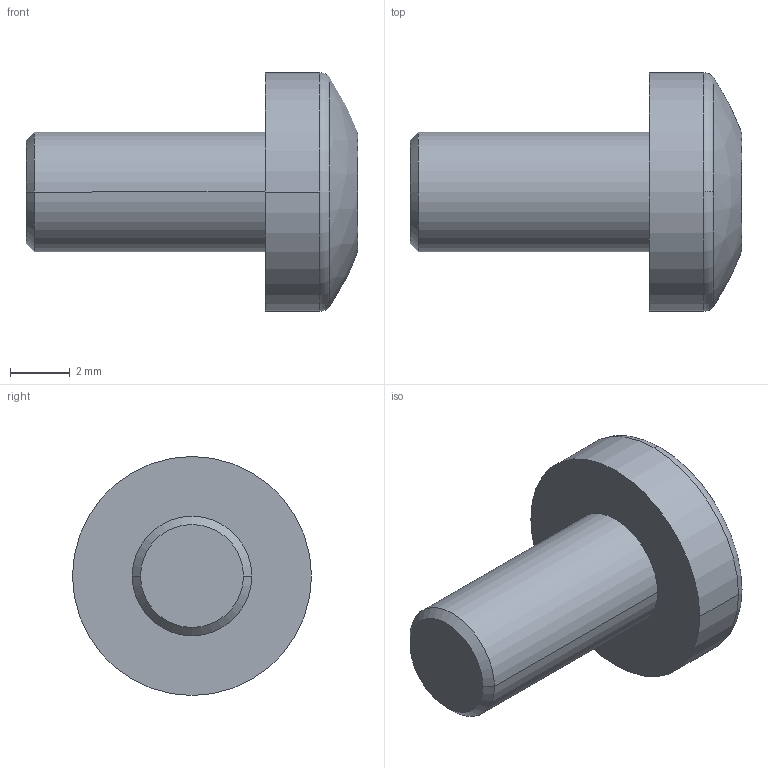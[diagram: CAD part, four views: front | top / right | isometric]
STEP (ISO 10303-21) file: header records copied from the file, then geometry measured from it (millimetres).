
FILE_DESCRIPTION((''),'2;1');
FILE_NAME('BOSSARD_BN5687-3061616_h.stp','2013-06-26T16:18:32',(''),(''),'Mechanical Desktop 2011','Mechanical Desktop 2011',', , ');
FILE_SCHEMA(('AUTOMOTIVE_DESIGN { 1 2 10303 214 1 1 1 1 }'));
Length unit declared in the file: millimetre
Products named in the file (1): Product
Bounding box: 11.1 x 8 x 8 mm (x, y, z)
Volume: 220.8 mm3; surface area: 300.2 mm2
Topology: 2 solids, 2 shells, 31 faces, 71 edges, 45 vertices
Faces by surface type: cylinder 16, cone 8, plane 4, torus 2, sphere 1
Entity records: 1382 total; most frequent: CARTESIAN_POINT 638, DIRECTION 152, ORIENTED_EDGE 142, EDGE_CURVE 71, AXIS2_PLACEMENT_3D 67, VERTEX_POINT 45, CIRCLE 35, EDGE_LOOP 32
